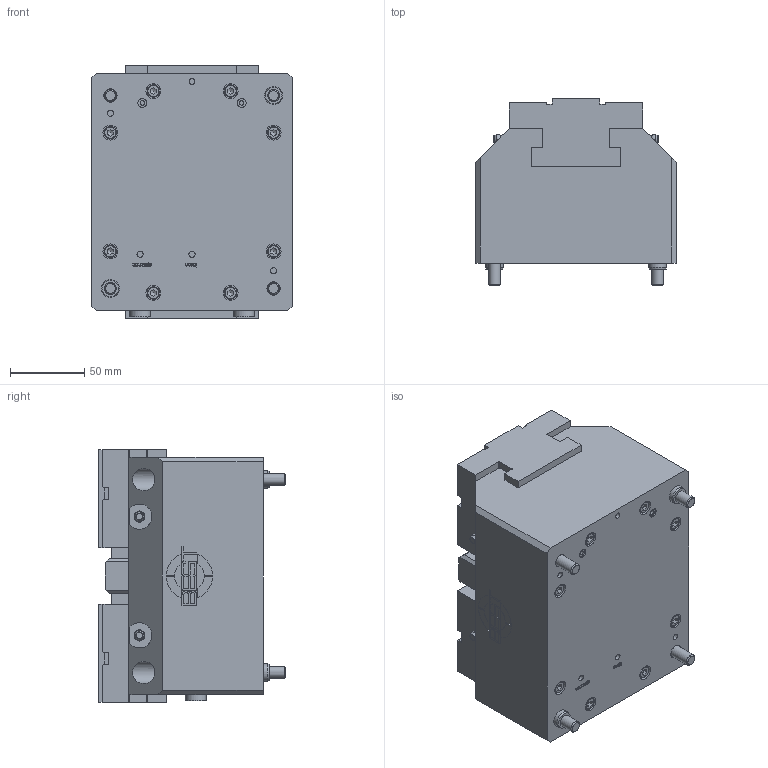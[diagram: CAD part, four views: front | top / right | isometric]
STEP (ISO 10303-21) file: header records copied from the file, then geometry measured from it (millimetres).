
FILE_DESCRIPTION(/* description */ ('Pneum. Zentrierspanner BSP 160'),/* implementation_level */ '2;1');
FILE_NAME(/* name */ '150-0160-009-Kunde (verstellbar).stp',/* time_stamp */ '2021-09-24T11:15:40+02:00',/* author */ ('adam'),/* organization */ (''),/* preprocessor_version */ 'ST-DEVELOPER v18.1',/* originating_system */ 'Autodesk Inventor 2021',/* authorisation */ '');
FILE_SCHEMA (('AUTOMOTIVE_DESIGN { 1 0 10303 214 3 1 1 }'));
Length unit declared in the file: millimetre
Products named in the file (3): 150-0160-009-Kunde (verstellbar); 150-0160-009-Kunde (verstellbar) Körper; 150-0160-009-Kunde (verstellbar) Backe
Assembly tree (3 placements, depth 2):
  150-0160-009-Kunde (verstellbar)
    150-0160-009-Kunde (verstellbar) Körper
    150-0160-009-Kunde (verstellbar) Backe  x2
Bounding box: 135 x 126 x 170.4 mm (x, y, z)
Volume: 2077861.3 mm3; surface area: 203050.8 mm2
Topology: 3 solids, 28 shells, 1325 faces, 3333 edges, 2160 vertices
Faces by surface type: plane 719, bspline 224, cylinder 219, cone 131, torus 28, sphere 4
Full cylindrical faces by diameter (mm): 2.459 x2, 3 x2, 4 x4, 4.134 x17, 5 x12, 5.5 x12, 6 x4, 6.647 x24, 8 x6, 8.5 x12, 9 x4, 9.728 x2, 10 x12, 10.2 x2, 12 x2, 13 x4, 14 x2, 15 x4, 16 x2
Entity records: 39340 total; most frequent: CARTESIAN_POINT 10224, ORIENTED_EDGE 6104, DIRECTION 4989, EDGE_CURVE 3052, VERTEX_POINT 2010, LINE 1771, VECTOR 1771, AXIS2_PLACEMENT_3D 1609
